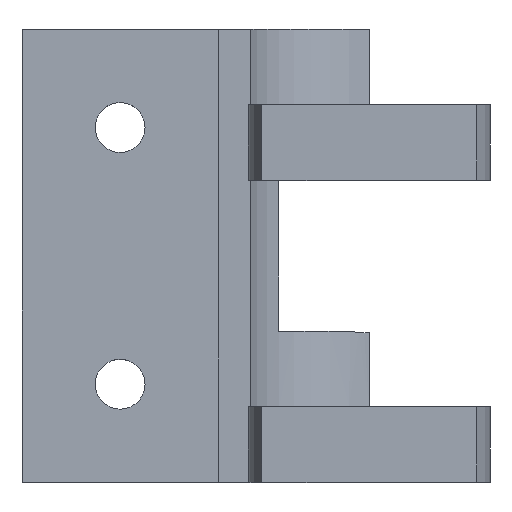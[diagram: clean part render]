
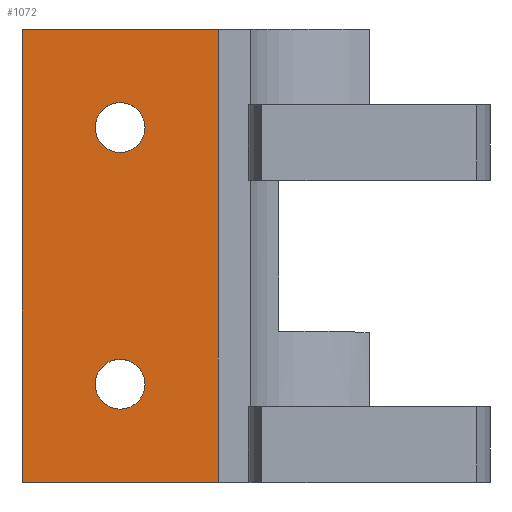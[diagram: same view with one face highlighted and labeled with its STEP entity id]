
A CAD part, top view. The second image highlights one B-rep face of the part: STEP entity #1072.
In plain terms, the highlighted planar face has unit normal (0, 0, 1).
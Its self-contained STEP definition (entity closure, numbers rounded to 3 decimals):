
#37=CIRCLE('',#1146,1.65);
#39=CIRCLE('',#1149,1.65);
#286=ORIENTED_EDGE('',*,*,#482,.T.);
#287=ORIENTED_EDGE('',*,*,#439,.F.);
#288=ORIENTED_EDGE('',*,*,#437,.F.);
#289=ORIENTED_EDGE('',*,*,#488,.F.);
#290=ORIENTED_EDGE('',*,*,#469,.T.);
#291=ORIENTED_EDGE('',*,*,#472,.T.);
#437=EDGE_CURVE('',#571,#572,#678,.T.);
#439=EDGE_CURVE('',#572,#573,#680,.T.);
#469=EDGE_CURVE('',#589,#589,#37,.T.);
#472=EDGE_CURVE('',#591,#591,#39,.T.);
#482=EDGE_CURVE('',#596,#573,#717,.T.);
#488=EDGE_CURVE('',#596,#571,#721,.T.);
#571=VERTEX_POINT('',#1633);
#572=VERTEX_POINT('',#1635);
#573=VERTEX_POINT('',#1639);
#589=VERTEX_POINT('',#1700);
#591=VERTEX_POINT('',#1706);
#596=VERTEX_POINT('',#1725);
#678=LINE('',#1634,#805);
#680=LINE('',#1638,#807);
#717=LINE('',#1724,#844);
#721=LINE('',#1735,#848);
#805=VECTOR('',#1309,1000.);
#807=VECTOR('',#1313,1000.);
#844=VECTOR('',#1402,1000.);
#848=VECTOR('',#1412,1000.);
#907=EDGE_LOOP('',(#286,#287,#288,#289));
#908=EDGE_LOOP('',(#290));
#909=EDGE_LOOP('',(#291));
#972=FACE_BOUND('',#907,.T.);
#973=FACE_BOUND('',#908,.T.);
#974=FACE_BOUND('',#909,.T.);
#1025=PLANE('',#1159);
#1072=ADVANCED_FACE('',(#972,#973,#974),#1025,.T.);
#1146=AXIS2_PLACEMENT_3D('',#1699,#1375,#1376);
#1149=AXIS2_PLACEMENT_3D('',#1705,#1382,#1383);
#1159=AXIS2_PLACEMENT_3D('',#1738,#1415,#1416);
#1309=DIRECTION('',(0.,1.,0.));
#1313=DIRECTION('',(1.,0.,0.));
#1375=DIRECTION('',(0.,0.,-1.));
#1376=DIRECTION('',(-1.,0.,0.));
#1382=DIRECTION('',(0.,0.,-1.));
#1383=DIRECTION('',(-1.,0.,0.));
#1402=DIRECTION('',(0.,1.,0.));
#1412=DIRECTION('',(-1.,0.,0.));
#1415=DIRECTION('',(0.,0.,1.));
#1416=DIRECTION('',(1.,0.,0.));
#1633=CARTESIAN_POINT('',(-23.,0.,-6.));
#1634=CARTESIAN_POINT('',(-23.,15.,-6.));
#1635=CARTESIAN_POINT('',(-23.,30.,-6.));
#1638=CARTESIAN_POINT('',(-16.5,30.,-6.));
#1639=CARTESIAN_POINT('',(-10.,30.,-6.));
#1699=CARTESIAN_POINT('',(-16.5,23.5,-6.));
#1700=CARTESIAN_POINT('',(-18.15,23.5,-6.));
#1705=CARTESIAN_POINT('',(-16.5,6.5,-6.));
#1706=CARTESIAN_POINT('',(-18.15,6.5,-6.));
#1724=CARTESIAN_POINT('',(-10.,15.,-6.));
#1725=CARTESIAN_POINT('',(-10.,0.,-6.));
#1735=CARTESIAN_POINT('',(-16.5,0.,-6.));
#1738=CARTESIAN_POINT('',(-23.001,-0.001,-6.));
